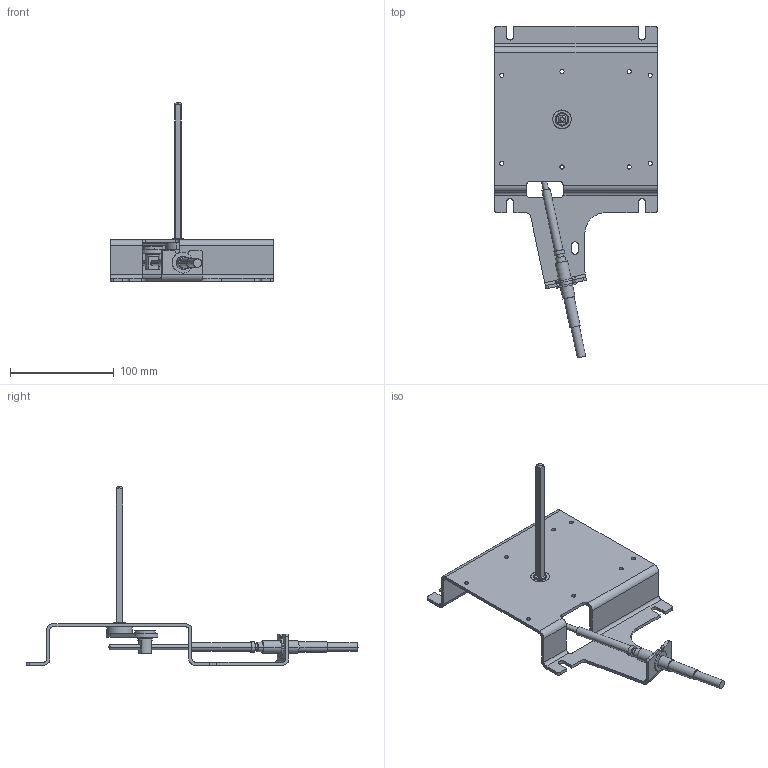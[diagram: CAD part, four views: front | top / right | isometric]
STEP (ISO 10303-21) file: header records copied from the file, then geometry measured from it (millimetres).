
FILE_DESCRIPTION((''),'2;1');
FILE_NAME('OT160E3_MECHANISIM_AS_SW0003','2023-08-23T08:19:38',('FIANLEH10'),(''),'CREO PARAMETRIC BY PTC INC, 2020184','CREO PARAMETRIC BY PTC INC, 2020184','');
FILE_SCHEMA(('AUTOMOTIVE_DESIGN { 1 0 10303 214 1 1 1 1 }'));
Length unit declared in the file: millimetre
Products named in the file (1): OT160E3_MECHANISIM_AS_SW0003
Bounding box: 157 x 320.03 x 172 mm (x, y, z)
Volume: 150488 mm3; surface area: 99260.3 mm2
Topology: 1 solids, 1 shells, 191 faces, 526 edges, 349 vertices
Faces by surface type: cylinder 93, plane 84, cone 14
Entity records: 8509 total; most frequent: CARTESIAN_POINT 1438, DIRECTION 1127, ORIENTED_EDGE 1052, EDGE_CURVE 526, AXIS2_PLACEMENT_3D 422, VERTEX_POINT 349, VECTOR 280, LINE 280
